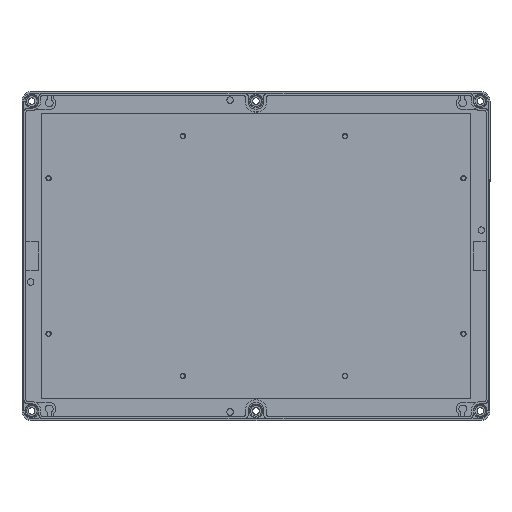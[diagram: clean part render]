
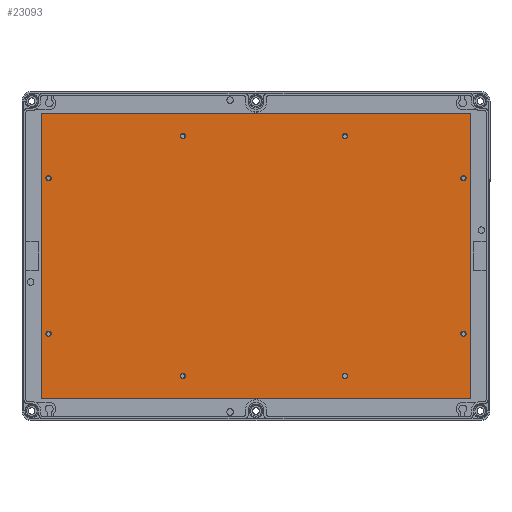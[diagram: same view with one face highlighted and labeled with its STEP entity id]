
A CAD part, top view. The second image highlights one B-rep face of the part: STEP entity #23093.
In plain terms, the highlighted planar face has unit normal (0, 0, 1).
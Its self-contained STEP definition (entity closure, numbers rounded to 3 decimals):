
#22681 = EDGE_CURVE('',#22682,#22684,#22686,.T.);
#22682 = VERTEX_POINT('',#22683);
#22683 = CARTESIAN_POINT('',(-165.5,110.,0.));
#22684 = VERTEX_POINT('',#22685);
#22685 = CARTESIAN_POINT('',(-165.5,-110.,0.));
#22686 = LINE('',#22687,#22688);
#22687 = CARTESIAN_POINT('',(-165.5,110.,0.));
#22688 = VECTOR('',#22689,1.);
#22689 = DIRECTION('',(0.,-1.,0.));
#22721 = EDGE_CURVE('',#22684,#22722,#22724,.T.);
#22722 = VERTEX_POINT('',#22723);
#22723 = CARTESIAN_POINT('',(165.5,-110.,0.));
#22724 = LINE('',#22725,#22726);
#22725 = CARTESIAN_POINT('',(-165.5,-110.,0.));
#22726 = VECTOR('',#22727,1.);
#22727 = DIRECTION('',(1.,0.,0.));
#22752 = EDGE_CURVE('',#22722,#22753,#22755,.T.);
#22753 = VERTEX_POINT('',#22754);
#22754 = CARTESIAN_POINT('',(165.5,110.,0.));
#22755 = LINE('',#22756,#22757);
#22756 = CARTESIAN_POINT('',(165.5,-110.,0.));
#22757 = VECTOR('',#22758,1.);
#22758 = DIRECTION('',(0.,1.,0.));
#22793 = VERTEX_POINT('',#22794);
#22794 = CARTESIAN_POINT('',(162.1,-60.,0.));
#22799 = EDGE_CURVE('',#22793,#22793,#22800,.T.);
#22800 = CIRCLE('',#22801,2.1);
#22801 = AXIS2_PLACEMENT_3D('',#22802,#22803,#22804);
#22802 = CARTESIAN_POINT('',(160.,-60.,0.));
#22803 = DIRECTION('',(0.,0.,1.));
#22804 = DIRECTION('',(1.,0.,-0.));
#22825 = VERTEX_POINT('',#22826);
#22826 = CARTESIAN_POINT('',(162.1,60.,0.));
#22831 = EDGE_CURVE('',#22825,#22825,#22832,.T.);
#22832 = CIRCLE('',#22833,2.1);
#22833 = AXIS2_PLACEMENT_3D('',#22834,#22835,#22836);
#22834 = CARTESIAN_POINT('',(160.,60.,0.));
#22835 = DIRECTION('',(0.,0.,1.));
#22836 = DIRECTION('',(1.,0.,-0.));
#22857 = VERTEX_POINT('',#22858);
#22858 = CARTESIAN_POINT('',(70.7,92.5,0.));
#22863 = EDGE_CURVE('',#22857,#22857,#22864,.T.);
#22864 = CIRCLE('',#22865,2.1);
#22865 = AXIS2_PLACEMENT_3D('',#22866,#22867,#22868);
#22866 = CARTESIAN_POINT('',(68.6,92.5,0.));
#22867 = DIRECTION('',(0.,0.,1.));
#22868 = DIRECTION('',(1.,0.,-0.));
#22889 = VERTEX_POINT('',#22890);
#22890 = CARTESIAN_POINT('',(70.7,-92.5,0.));
#22895 = EDGE_CURVE('',#22889,#22889,#22896,.T.);
#22896 = CIRCLE('',#22897,2.1);
#22897 = AXIS2_PLACEMENT_3D('',#22898,#22899,#22900);
#22898 = CARTESIAN_POINT('',(68.6,-92.5,0.));
#22899 = DIRECTION('',(0.,0.,1.));
#22900 = DIRECTION('',(1.,0.,-0.));
#22921 = VERTEX_POINT('',#22922);
#22922 = CARTESIAN_POINT('',(-54.3,92.5,0.));
#22927 = EDGE_CURVE('',#22921,#22921,#22928,.T.);
#22928 = CIRCLE('',#22929,2.1);
#22929 = AXIS2_PLACEMENT_3D('',#22930,#22931,#22932);
#22930 = CARTESIAN_POINT('',(-56.4,92.5,0.));
#22931 = DIRECTION('',(0.,0.,1.));
#22932 = DIRECTION('',(1.,0.,-0.));
#22953 = VERTEX_POINT('',#22954);
#22954 = CARTESIAN_POINT('',(-54.3,-92.5,0.));
#22959 = EDGE_CURVE('',#22953,#22953,#22960,.T.);
#22960 = CIRCLE('',#22961,2.1);
#22961 = AXIS2_PLACEMENT_3D('',#22962,#22963,#22964);
#22962 = CARTESIAN_POINT('',(-56.4,-92.5,0.));
#22963 = DIRECTION('',(0.,0.,1.));
#22964 = DIRECTION('',(1.,0.,-0.));
#22985 = VERTEX_POINT('',#22986);
#22986 = CARTESIAN_POINT('',(-157.9,-60.,0.));
#22991 = EDGE_CURVE('',#22985,#22985,#22992,.T.);
#22992 = CIRCLE('',#22993,2.1);
#22993 = AXIS2_PLACEMENT_3D('',#22994,#22995,#22996);
#22994 = CARTESIAN_POINT('',(-160.,-60.,0.));
#22995 = DIRECTION('',(0.,0.,1.));
#22996 = DIRECTION('',(1.,0.,-0.));
#23017 = VERTEX_POINT('',#23018);
#23018 = CARTESIAN_POINT('',(-157.9,60.,0.));
#23023 = EDGE_CURVE('',#23017,#23017,#23024,.T.);
#23024 = CIRCLE('',#23025,2.1);
#23025 = AXIS2_PLACEMENT_3D('',#23026,#23027,#23028);
#23026 = CARTESIAN_POINT('',(-160.,60.,0.));
#23027 = DIRECTION('',(0.,0.,1.));
#23028 = DIRECTION('',(1.,0.,-0.));
#23039 = EDGE_CURVE('',#22753,#22682,#23040,.T.);
#23040 = LINE('',#23041,#23042);
#23041 = CARTESIAN_POINT('',(165.5,110.,0.));
#23042 = VECTOR('',#23043,1.);
#23043 = DIRECTION('',(-1.,0.,0.));
#23093 = ADVANCED_FACE('',(#23094,#23097,#23100,#23103,#23106,#23109,
    #23112,#23115,#23118),#23124,.T.);
#23094 = FACE_BOUND('',#23095,.T.);
#23095 = EDGE_LOOP('',(#23096));
#23096 = ORIENTED_EDGE('',*,*,#23023,.F.);
#23097 = FACE_BOUND('',#23098,.T.);
#23098 = EDGE_LOOP('',(#23099));
#23099 = ORIENTED_EDGE('',*,*,#22991,.F.);
#23100 = FACE_BOUND('',#23101,.T.);
#23101 = EDGE_LOOP('',(#23102));
#23102 = ORIENTED_EDGE('',*,*,#22959,.F.);
#23103 = FACE_BOUND('',#23104,.T.);
#23104 = EDGE_LOOP('',(#23105));
#23105 = ORIENTED_EDGE('',*,*,#22927,.F.);
#23106 = FACE_BOUND('',#23107,.T.);
#23107 = EDGE_LOOP('',(#23108));
#23108 = ORIENTED_EDGE('',*,*,#22895,.F.);
#23109 = FACE_BOUND('',#23110,.T.);
#23110 = EDGE_LOOP('',(#23111));
#23111 = ORIENTED_EDGE('',*,*,#22863,.F.);
#23112 = FACE_BOUND('',#23113,.T.);
#23113 = EDGE_LOOP('',(#23114));
#23114 = ORIENTED_EDGE('',*,*,#22831,.F.);
#23115 = FACE_BOUND('',#23116,.T.);
#23116 = EDGE_LOOP('',(#23117));
#23117 = ORIENTED_EDGE('',*,*,#22799,.F.);
#23118 = FACE_BOUND('',#23119,.T.);
#23119 = EDGE_LOOP('',(#23120,#23121,#23122,#23123));
#23120 = ORIENTED_EDGE('',*,*,#22681,.T.);
#23121 = ORIENTED_EDGE('',*,*,#22721,.T.);
#23122 = ORIENTED_EDGE('',*,*,#22752,.T.);
#23123 = ORIENTED_EDGE('',*,*,#23039,.T.);
#23124 = PLANE('',#23125);
#23125 = AXIS2_PLACEMENT_3D('',#23126,#23127,#23128);
#23126 = CARTESIAN_POINT('',(0.,0.,0.));
#23127 = DIRECTION('',(0.,0.,1.));
#23128 = DIRECTION('',(1.,0.,-0.));
